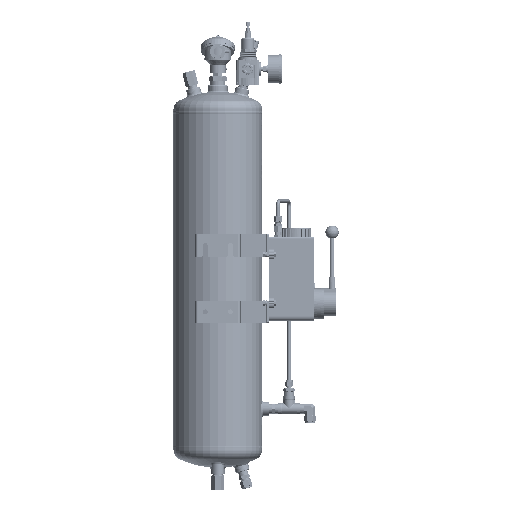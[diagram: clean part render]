
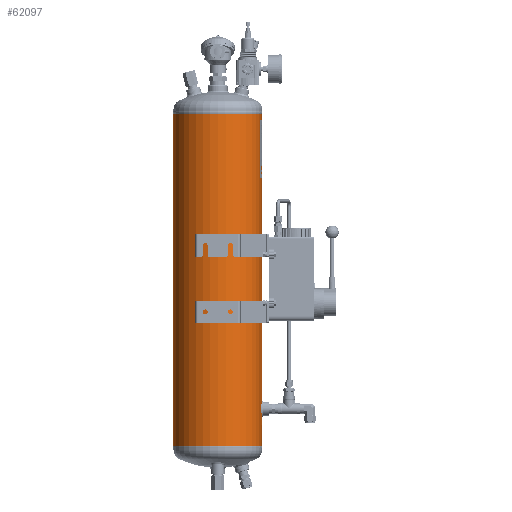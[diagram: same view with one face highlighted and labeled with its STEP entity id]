
A CAD part, left-side view. The second image highlights one B-rep face of the part: STEP entity #62097.
In plain terms, the highlighted cylindrical face has radius 100 mm (diameter 200 mm), a partial arc.
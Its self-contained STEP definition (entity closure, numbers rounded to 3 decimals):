
#4009=B_SPLINE_CURVE_WITH_KNOTS('',3,(#99281,#99282,#99283,#99284,#99285,
#99286,#99287,#99288,#99289,#99290,#99291),.UNSPECIFIED.,.T.,.F.,(1,1,1,
1,1,1,1,1,1,1,1,1,1,1,1),(-0.012,-0.008,-0.004,
0.,0.004,0.008,0.012,0.016,
0.02,0.023,0.027,0.031,
0.035,0.039,0.043),.UNSPECIFIED.);
#4010=B_SPLINE_CURVE_WITH_KNOTS('',3,(#99293,#99294,#99295,#99296,#99297,
#99298,#99299,#99300,#99301,#99302,#99303),.UNSPECIFIED.,.T.,.F.,(1,1,1,
1,1,1,1,1,1,1,1,1,1,1,1),(-0.012,-0.008,-0.004,
0.,0.004,0.008,0.012,0.016,
0.02,0.023,0.027,0.031,
0.035,0.039,0.043),.UNSPECIFIED.);
#4011=B_SPLINE_CURVE_WITH_KNOTS('',3,(#99305,#99306,#99307,#99308,#99309,
#99310,#99311,#99312,#99313,#99314,#99315,#99316,#99317,#99318,#99319,#99320,
#99321,#99322,#99323),.UNSPECIFIED.,.T.,.F.,(1,1,1,1,1,1,1,1,1,1,1,1,1,
1,1,1,1,1,1,1,1,1,1),(-0.018,-0.012,-0.006,
0.,0.006,0.012,0.018,
0.023,0.029,0.035,0.041,
0.047,0.053,0.059,0.065,
0.07,0.076,0.082,0.088,
0.094,0.1,0.106,0.112),
 .UNSPECIFIED.);
#6494=LINE('',#99325,#10662);
#6495=LINE('',#99330,#10663);
#10662=VECTOR('',#82260,1000.);
#10663=VECTOR('',#82263,1000.);
#14835=ORIENTED_EDGE('',*,*,#33391,.T.);
#14836=ORIENTED_EDGE('',*,*,#33392,.T.);
#14837=ORIENTED_EDGE('',*,*,#33393,.T.);
#14838=ORIENTED_EDGE('',*,*,#33394,.T.);
#14839=ORIENTED_EDGE('',*,*,#33395,.T.);
#14840=ORIENTED_EDGE('',*,*,#33396,.F.);
#14841=ORIENTED_EDGE('',*,*,#33397,.F.);
#33391=EDGE_CURVE('',#42669,#42669,#4009,.T.);
#33392=EDGE_CURVE('',#42670,#42670,#4010,.T.);
#33393=EDGE_CURVE('',#42671,#42671,#4011,.T.);
#33394=EDGE_CURVE('',#42672,#42673,#6494,.T.);
#33395=EDGE_CURVE('',#42673,#42674,#49125,.T.);
#33396=EDGE_CURVE('',#42675,#42674,#6495,.T.);
#33397=EDGE_CURVE('',#42672,#42675,#49126,.T.);
#42669=VERTEX_POINT('',#99292);
#42670=VERTEX_POINT('',#99304);
#42671=VERTEX_POINT('',#99324);
#42672=VERTEX_POINT('',#99326);
#42673=VERTEX_POINT('',#99327);
#42674=VERTEX_POINT('',#99329);
#42675=VERTEX_POINT('',#99331);
#49125=CIRCLE('',#75848,100.);
#49126=CIRCLE('',#75849,100.);
#51379=EDGE_LOOP('',(#14835));
#51380=EDGE_LOOP('',(#14836));
#51381=EDGE_LOOP('',(#14837));
#51382=EDGE_LOOP('',(#14838,#14839,#14840,#14841));
#56271=FACE_BOUND('',#51379,.T.);
#56272=FACE_BOUND('',#51380,.T.);
#56273=FACE_BOUND('',#51381,.T.);
#56274=FACE_BOUND('',#51382,.T.);
#61163=CYLINDRICAL_SURFACE('',#75847,100.);
#62097=ADVANCED_FACE('',(#56271,#56272,#56273,#56274),#61163,.T.);
#75847=AXIS2_PLACEMENT_3D('',#99280,#82258,#82259);
#75848=AXIS2_PLACEMENT_3D('',#99328,#82261,#82262);
#75849=AXIS2_PLACEMENT_3D('',#99332,#82264,#82265);
#82258=DIRECTION('',(0.,-1.,0.));
#82259=DIRECTION('',(0.,0.,-1.));
#82260=DIRECTION('',(0.,-1.,0.));
#82261=DIRECTION('',(0.,1.,0.));
#82262=DIRECTION('',(1.,0.,0.));
#82263=DIRECTION('',(0.,-1.,0.));
#82264=DIRECTION('',(0.,1.,0.));
#82265=DIRECTION('',(1.,0.,0.));
#99280=CARTESIAN_POINT('',(0.,750.,0.));
#99281=CARTESIAN_POINT('',(-3.915,48.922,-99.938));
#99282=CARTESIAN_POINT('',(-5.542,44.999,-99.844));
#99283=CARTESIAN_POINT('',(-3.916,41.082,-99.938));
#99284=CARTESIAN_POINT('',(-0.004,39.46,-100.031));
#99285=CARTESIAN_POINT('',(3.917,41.079,-99.938));
#99286=CARTESIAN_POINT('',(5.54,44.999,-99.844));
#99287=CARTESIAN_POINT('',(3.922,48.913,-99.937));
#99288=CARTESIAN_POINT('',(0.006,50.541,-100.031));
#99289=CARTESIAN_POINT('',(-3.915,48.922,-99.938));
#99290=CARTESIAN_POINT('',(-5.542,44.999,-99.844));
#99291=CARTESIAN_POINT('',(-3.916,41.082,-99.938));
#99292=CARTESIAN_POINT('',(-5.,45.,-99.875));
#99293=CARTESIAN_POINT('',(-3.915,158.922,-99.938));
#99294=CARTESIAN_POINT('',(-5.542,154.999,-99.844));
#99295=CARTESIAN_POINT('',(-3.916,151.082,-99.938));
#99296=CARTESIAN_POINT('',(-0.004,149.46,-100.031));
#99297=CARTESIAN_POINT('',(3.917,151.079,-99.938));
#99298=CARTESIAN_POINT('',(5.54,154.999,-99.844));
#99299=CARTESIAN_POINT('',(3.922,158.913,-99.937));
#99300=CARTESIAN_POINT('',(0.006,160.541,-100.031));
#99301=CARTESIAN_POINT('',(-3.915,158.922,-99.938));
#99302=CARTESIAN_POINT('',(-5.542,154.999,-99.844));
#99303=CARTESIAN_POINT('',(-3.916,151.082,-99.938));
#99304=CARTESIAN_POINT('',(-5.,155.,-99.875));
#99305=CARTESIAN_POINT('',(-98.994,672.42,14.208));
#99306=CARTESIAN_POINT('',(-98.806,666.495,15.395));
#99307=CARTESIAN_POINT('',(-98.993,660.6,14.214));
#99308=CARTESIAN_POINT('',(-99.436,655.617,10.88));
#99309=CARTESIAN_POINT('',(-99.878,652.286,5.9));
#99310=CARTESIAN_POINT('',(-100.061,651.109,0.009));
#99311=CARTESIAN_POINT('',(-99.879,652.279,-5.887));
#99312=CARTESIAN_POINT('',(-99.437,655.615,-10.879));
#99313=CARTESIAN_POINT('',(-98.992,660.601,-14.215));
#99314=CARTESIAN_POINT('',(-98.807,666.494,-15.391));
#99315=CARTESIAN_POINT('',(-98.992,672.387,-14.219));
#99316=CARTESIAN_POINT('',(-99.435,677.371,-10.892));
#99317=CARTESIAN_POINT('',(-99.877,680.709,-5.914));
#99318=CARTESIAN_POINT('',(-100.061,681.893,-0.013));
#99319=CARTESIAN_POINT('',(-99.878,680.72,5.889));
#99320=CARTESIAN_POINT('',(-99.437,677.387,10.874));
#99321=CARTESIAN_POINT('',(-98.994,672.42,14.208));
#99322=CARTESIAN_POINT('',(-98.806,666.495,15.395));
#99323=CARTESIAN_POINT('',(-98.993,660.6,14.214));
#99324=CARTESIAN_POINT('',(-98.869,666.5,15.));
#99325=CARTESIAN_POINT('',(0.254,801.561,100.));
#99326=CARTESIAN_POINT('',(0.254,750.,100.));
#99327=CARTESIAN_POINT('',(0.254,0.,100.));
#99328=CARTESIAN_POINT('',(0.,0.,0.));
#99329=CARTESIAN_POINT('',(-0.254,0.,100.));
#99330=CARTESIAN_POINT('',(-0.254,801.561,100.));
#99331=CARTESIAN_POINT('',(-0.254,750.,100.));
#99332=CARTESIAN_POINT('',(0.,750.,0.));
